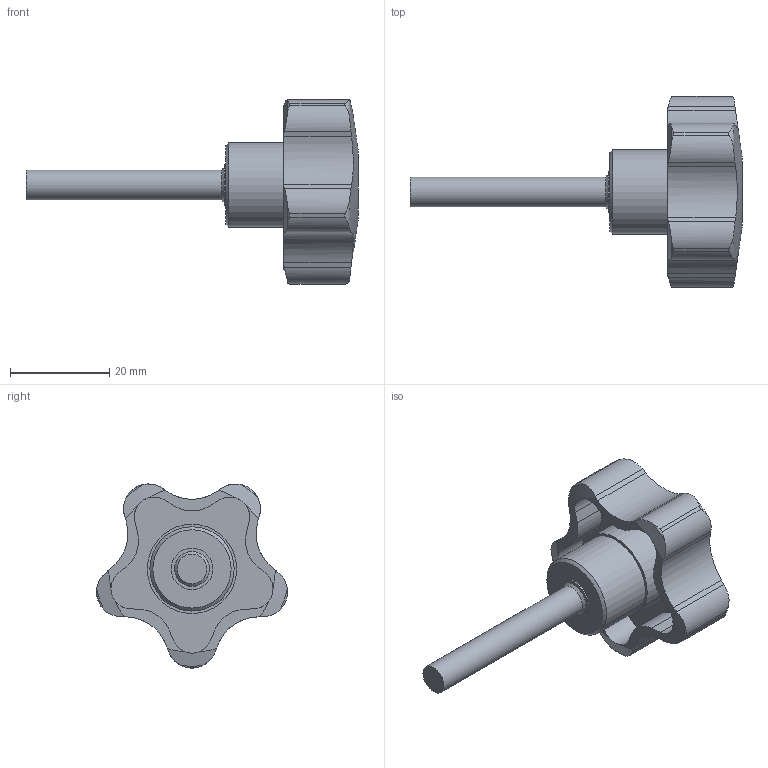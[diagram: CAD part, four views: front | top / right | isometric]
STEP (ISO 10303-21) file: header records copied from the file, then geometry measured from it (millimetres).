
FILE_DESCRIPTION(/* description */ ('VOLANTINO A LOBI D.40 M6 X 40'),/* implementation_level */ '2;1');
FILE_NAME(/* name */ 'CVOLO0000002.stp',/* time_stamp */ '2018-11-08T16:39:12+01:00',/* author */ ('fzagni'),/* organization */ (''),/* preprocessor_version */ 'ST-DEVELOPER v16.1',/* originating_system */ 'Autodesk Inventor 2016',/* authorisation */ '');
FILE_SCHEMA (('AUTOMOTIVE_DESIGN { 1 0 10303 214 3 1 1 }'));
Length unit declared in the file: millimetre
Products named in the file (1): 80VO00012-A
Bounding box: 67 x 38.55 x 37.14 mm (x, y, z)
Volume: 14009.7 mm3; surface area: 6006.3 mm2
Topology: 1 solids, 1 shells, 85 faces, 233 edges, 155 vertices
Faces by surface type: cylinder 34, plane 32, torus 10, cone 9
Full cylindrical faces by diameter (mm): 6 x1, 8.4 x1, 17 x1, 18.02 x1
Entity records: 3126 total; most frequent: CARTESIAN_POINT 1012, ORIENTED_EDGE 450, DIRECTION 418, EDGE_CURVE 225, AXIS2_PLACEMENT_3D 169, VERTEX_POINT 155, EDGE_LOOP 98, FACE_OUTER_BOUND 85
